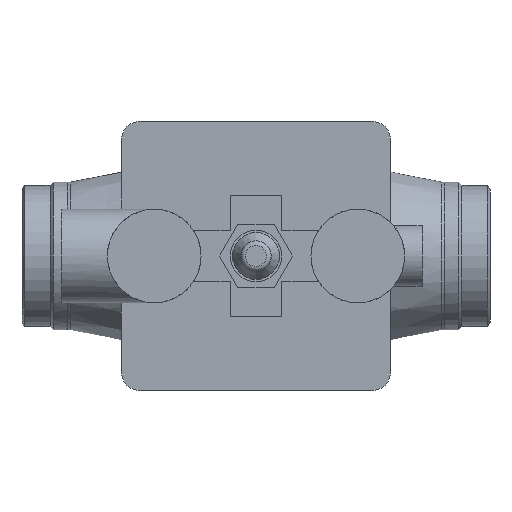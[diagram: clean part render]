
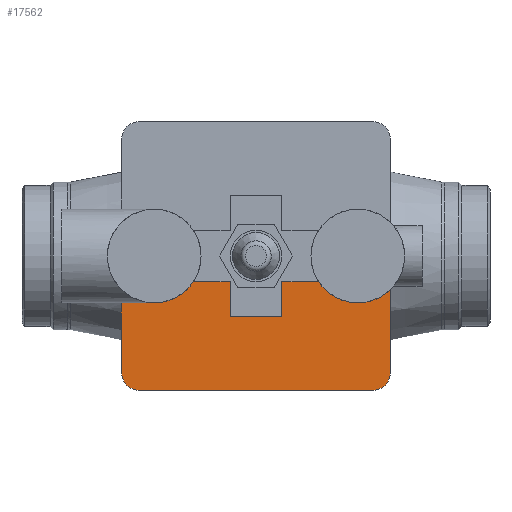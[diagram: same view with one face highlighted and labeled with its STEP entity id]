
A CAD part, front view. The second image highlights one B-rep face of the part: STEP entity #17562.
In plain terms, the highlighted planar face has unit normal (0, -1, 0).
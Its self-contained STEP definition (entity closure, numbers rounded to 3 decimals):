
#17338=CARTESIAN_POINT('',(44.5,-17.5,-107.));
#17339=VERTEX_POINT('',#17338);
#17346=CARTESIAN_POINT('',(44.5,-17.5,-77.096));
#17347=VERTEX_POINT('',#17346);
#17348=CARTESIAN_POINT('',(44.5,-17.5,-77.096));
#17349=DIRECTION('',(-0.,-0.,-1.));
#17350=VECTOR('',#17349,29.904);
#17351=LINE('',#17348,#17350);
#17352=EDGE_CURVE('',#17347,#17339,#17351,.T.);
#17436=CARTESIAN_POINT('',(54.5,-17.5,-77.096));
#17437=VERTEX_POINT('',#17436);
#17438=CARTESIAN_POINT('',(44.5,-17.5,-77.096));
#17439=DIRECTION('',(1.,0.,-0.));
#17440=VECTOR('',#17439,10.);
#17441=LINE('',#17438,#17440);
#17442=EDGE_CURVE('',#17347,#17437,#17441,.T.);
#17463=CARTESIAN_POINT('',(102.,-17.5,-57.5));
#17464=DIRECTION('',(0.,-1.,0.));
#17465=DIRECTION('',(1.,0.,0.));
#17466=AXIS2_PLACEMENT_3D('',#17463,#17464,#17465);
#17467=PLANE('',#17466);
#17468=ORIENTED_EDGE('',*,*,#17352,.T.);
#17469=CARTESIAN_POINT('',(52.5,-17.5,-115.));
#17470=VERTEX_POINT('',#17469);
#17471=CARTESIAN_POINT('',(52.5,-17.5,-107.));
#17472=DIRECTION('',(-0.,-1.,-0.));
#17473=DIRECTION('',(0.,-0.,1.));
#17474=AXIS2_PLACEMENT_3D('',#17471,#17472,#17473);
#17475=CIRCLE('',#17474,8.);
#17476=EDGE_CURVE('',#17339,#17470,#17475,.T.);
#17477=ORIENTED_EDGE('',*,*,#17476,.T.);
#17478=CARTESIAN_POINT('',(151.5,-17.5,-115.));
#17479=VERTEX_POINT('',#17478);
#17480=CARTESIAN_POINT('',(52.5,-17.5,-115.));
#17481=DIRECTION('',(1.,0.,-0.));
#17482=VECTOR('',#17481,99.);
#17483=LINE('',#17480,#17482);
#17484=EDGE_CURVE('',#17470,#17479,#17483,.T.);
#17485=ORIENTED_EDGE('',*,*,#17484,.T.);
#17486=CARTESIAN_POINT('',(159.5,-17.5,-107.));
#17487=VERTEX_POINT('',#17486);
#17488=CARTESIAN_POINT('',(151.5,-17.5,-107.));
#17489=DIRECTION('',(-0.,-1.,-0.));
#17490=DIRECTION('',(0.,-0.,1.));
#17491=AXIS2_PLACEMENT_3D('',#17488,#17489,#17490);
#17492=CIRCLE('',#17491,8.);
#17493=EDGE_CURVE('',#17479,#17487,#17492,.T.);
#17494=ORIENTED_EDGE('',*,*,#17493,.T.);
#17495=CARTESIAN_POINT('',(159.5,-17.5,-71.783));
#17496=VERTEX_POINT('',#17495);
#17497=CARTESIAN_POINT('',(159.5,-17.5,-107.));
#17498=DIRECTION('',(0.,0.,1.));
#17499=VECTOR('',#17498,35.217);
#17500=LINE('',#17497,#17499);
#17501=EDGE_CURVE('',#17487,#17496,#17500,.T.);
#17502=ORIENTED_EDGE('',*,*,#17501,.T.);
#17503=CARTESIAN_POINT('',(128.797,-17.5,-68.5));
#17504=VERTEX_POINT('',#17503);
#17505=CARTESIAN_POINT('',(145.5,-17.5,-57.5));
#17506=DIRECTION('',(0.,-1.,0.));
#17507=DIRECTION('',(0.,0.,-1.));
#17508=AXIS2_PLACEMENT_3D('',#17505,#17506,#17507);
#17509=CIRCLE('',#17508,20.);
#17510=EDGE_CURVE('',#17504,#17496,#17509,.T.);
#17511=ORIENTED_EDGE('',*,*,#17510,.F.);
#17512=CARTESIAN_POINT('',(113.,-17.5,-68.5));
#17513=VERTEX_POINT('',#17512);
#17514=CARTESIAN_POINT('',(113.,-17.5,-68.5));
#17515=DIRECTION('',(1.,0.,-0.));
#17516=VECTOR('',#17515,15.797);
#17517=LINE('',#17514,#17516);
#17518=EDGE_CURVE('',#17513,#17504,#17517,.T.);
#17519=ORIENTED_EDGE('',*,*,#17518,.F.);
#17520=CARTESIAN_POINT('',(113.,-17.5,-83.5));
#17521=VERTEX_POINT('',#17520);
#17522=CARTESIAN_POINT('',(113.,-17.5,-83.5));
#17523=DIRECTION('',(0.,0.,1.));
#17524=VECTOR('',#17523,15.);
#17525=LINE('',#17522,#17524);
#17526=EDGE_CURVE('',#17521,#17513,#17525,.T.);
#17527=ORIENTED_EDGE('',*,*,#17526,.F.);
#17528=CARTESIAN_POINT('',(91.,-17.5,-83.5));
#17529=VERTEX_POINT('',#17528);
#17530=CARTESIAN_POINT('',(91.,-17.5,-83.5));
#17531=DIRECTION('',(1.,0.,-0.));
#17532=VECTOR('',#17531,22.);
#17533=LINE('',#17530,#17532);
#17534=EDGE_CURVE('',#17529,#17521,#17533,.T.);
#17535=ORIENTED_EDGE('',*,*,#17534,.F.);
#17536=CARTESIAN_POINT('',(91.,-17.5,-68.5));
#17537=VERTEX_POINT('',#17536);
#17538=CARTESIAN_POINT('',(91.,-17.5,-68.5));
#17539=DIRECTION('',(0.,0.,-1.));
#17540=VECTOR('',#17539,15.);
#17541=LINE('',#17538,#17540);
#17542=EDGE_CURVE('',#17537,#17529,#17541,.T.);
#17543=ORIENTED_EDGE('',*,*,#17542,.F.);
#17544=CARTESIAN_POINT('',(75.203,-17.5,-68.5));
#17545=VERTEX_POINT('',#17544);
#17546=CARTESIAN_POINT('',(75.203,-17.5,-68.5));
#17547=DIRECTION('',(1.,0.,-0.));
#17548=VECTOR('',#17547,15.797);
#17549=LINE('',#17546,#17548);
#17550=EDGE_CURVE('',#17545,#17537,#17549,.T.);
#17551=ORIENTED_EDGE('',*,*,#17550,.F.);
#17552=CARTESIAN_POINT('',(58.5,-17.5,-57.5));
#17553=DIRECTION('',(0.,-1.,0.));
#17554=DIRECTION('',(0.,0.,-1.));
#17555=AXIS2_PLACEMENT_3D('',#17552,#17553,#17554);
#17556=CIRCLE('',#17555,20.);
#17557=EDGE_CURVE('',#17437,#17545,#17556,.T.);
#17558=ORIENTED_EDGE('',*,*,#17557,.F.);
#17559=ORIENTED_EDGE('',*,*,#17442,.F.);
#17560=EDGE_LOOP('',(#17468,#17477,#17485,#17494,#17502,#17511,#17519,#17527,#17535,#17543,#17551,#17558,#17559));
#17561=FACE_BOUND('',#17560,.T.);
#17562=ADVANCED_FACE('',(#17561),#17467,.T.);
